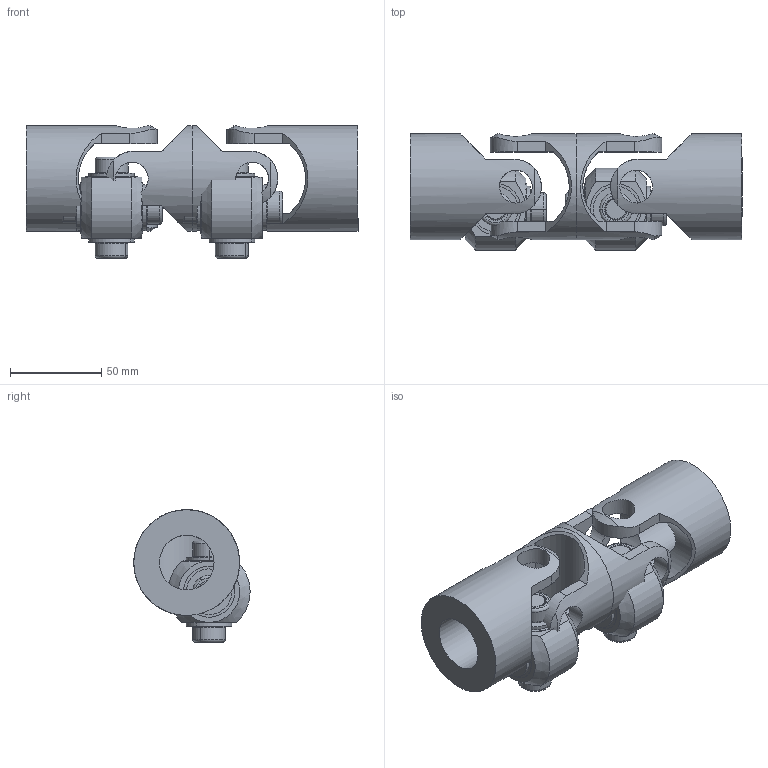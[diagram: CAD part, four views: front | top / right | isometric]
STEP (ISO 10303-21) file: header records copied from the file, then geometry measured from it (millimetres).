
FILE_DESCRIPTION(/* description */ ('Alibre Inc.'),/* implementation_level */ '2;1');
FILE_NAME(/* name */ 'export0',/* time_stamp */ '2012-08-13T12:06:39+02:00',/* author */ (''),/* organization */ (''),/* preprocessor_version */ 'ST-DEVELOPER v12',/* originating_system */ 'Alibre',/* authorisation */ '');
FILE_SCHEMA (('CONFIG_CONTROL_DESIGN'));
Length unit declared in the file: millimetre
Products named in the file (5): ID_1
Bounding box: 182 x 63.79 x 72.71 mm (x, y, z)
Volume: 327115.7 mm3; surface area: 102063 mm2
Topology: 22 solids, 22 shells, 432 faces, 1050 edges, 678 vertices
Faces by surface type: cylinder 170, cone 124, plane 122, torus 16
Full cylindrical faces by diameter (mm): 18 x8, 30 x2, 58 x4
Entity records: 8012 total; most frequent: CARTESIAN_POINT 2062, DIRECTION 1109, ORIENTED_EDGE 1100, EDGE_CURVE 550, AXIS2_PLACEMENT_3D 486, VERTEX_POINT 361, EDGE_LOOP 293, FACE_BOUND 293
